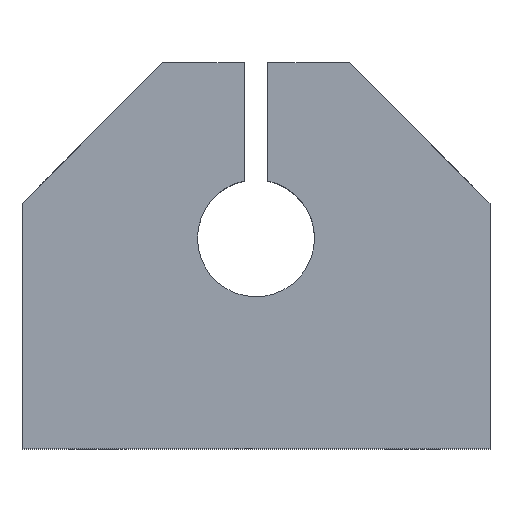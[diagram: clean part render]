
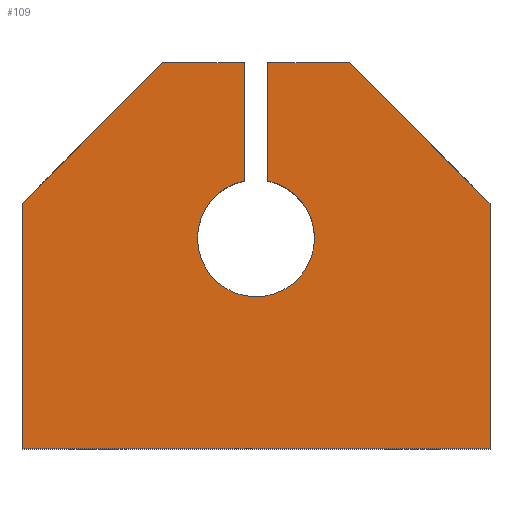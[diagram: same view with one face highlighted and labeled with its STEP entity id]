
A CAD part, top view. The second image highlights one B-rep face of the part: STEP entity #109.
In plain terms, the highlighted planar face has unit normal (0, 0, 1).
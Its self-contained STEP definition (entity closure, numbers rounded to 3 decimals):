
#109 = ADVANCED_FACE( '', ( #191 ), #192, .T. );
#191 = FACE_OUTER_BOUND( '', #274, .T. );
#192 = PLANE( '', #275 );
#274 = EDGE_LOOP( '', ( #540, #541, #542, #543, #544, #545, #546, #547, #548, #549, #550 ) );
#275 = AXIS2_PLACEMENT_3D( '', #551, #552, #553 );
#540 = ORIENTED_EDGE( '', *, *, #630, .F. );
#541 = ORIENTED_EDGE( '', *, *, #657, .F. );
#542 = ORIENTED_EDGE( '', *, *, #654, .F. );
#543 = ORIENTED_EDGE( '', *, *, #651, .F. );
#544 = ORIENTED_EDGE( '', *, *, #648, .F. );
#545 = ORIENTED_EDGE( '', *, *, #645, .F. );
#546 = ORIENTED_EDGE( '', *, *, #569, .F. );
#547 = ORIENTED_EDGE( '', *, *, #644, .F. );
#548 = ORIENTED_EDGE( '', *, *, #640, .F. );
#549 = ORIENTED_EDGE( '', *, *, #637, .F. );
#550 = ORIENTED_EDGE( '', *, *, #634, .F. );
#551 = CARTESIAN_POINT( '', ( 0., 0., 18. ) );
#552 = DIRECTION( '', ( 0., 0., 1. ) );
#553 = DIRECTION( '', ( 1., 0., 0. ) );
#569 = EDGE_CURVE( '', #659, #662, #663, .T. );
#630 = EDGE_CURVE( '', #763, #764, #765, .T. );
#634 = EDGE_CURVE( '', #764, #771, #772, .T. );
#637 = EDGE_CURVE( '', #771, #776, #777, .T. );
#640 = EDGE_CURVE( '', #776, #781, #782, .T. );
#644 = EDGE_CURVE( '', #781, #659, #787, .T. );
#645 = EDGE_CURVE( '', #662, #788, #789, .T. );
#648 = EDGE_CURVE( '', #788, #793, #794, .T. );
#651 = EDGE_CURVE( '', #793, #798, #799, .T. );
#654 = EDGE_CURVE( '', #798, #803, #804, .T. );
#657 = EDGE_CURVE( '', #803, #763, #808, .T. );
#659 = VERTEX_POINT( '', #810 );
#662 = VERTEX_POINT( '', #814 );
#663 = CIRCLE( '', #815, 5. );
#763 = VERTEX_POINT( '', #1070 );
#764 = VERTEX_POINT( '', #1071 );
#765 = LINE( '', #1072, #1073 );
#771 = VERTEX_POINT( '', #1082 );
#772 = LINE( '', #1083, #1084 );
#776 = VERTEX_POINT( '', #1090 );
#777 = LINE( '', #1091, #1092 );
#781 = VERTEX_POINT( '', #1098 );
#782 = LINE( '', #1099, #1100 );
#787 = CIRCLE( '', #1107, 5. );
#788 = VERTEX_POINT( '', #1108 );
#789 = LINE( '', #1109, #1110 );
#793 = VERTEX_POINT( '', #1116 );
#794 = LINE( '', #1117, #1118 );
#798 = VERTEX_POINT( '', #1124 );
#799 = LINE( '', #1125, #1126 );
#803 = VERTEX_POINT( '', #1132 );
#804 = LINE( '', #1133, #1134 );
#808 = LINE( '', #1140, #1141 );
#810 = CARTESIAN_POINT( '', ( -1., 13.101, 18. ) );
#814 = CARTESIAN_POINT( '', ( 1., 22.899, 18. ) );
#815 = AXIS2_PLACEMENT_3D( '', #1145, #1146, #1147 );
#1070 = CARTESIAN_POINT( '', ( -20., 0., 18. ) );
#1071 = CARTESIAN_POINT( '', ( -20., 21., 18. ) );
#1072 = CARTESIAN_POINT( '', ( -20., 21., 18. ) );
#1073 = VECTOR( '', #1268, 1. );
#1082 = CARTESIAN_POINT( '', ( -8., 33., 18. ) );
#1083 = CARTESIAN_POINT( '', ( -8., 33., 18. ) );
#1084 = VECTOR( '', #1272, 1. );
#1090 = CARTESIAN_POINT( '', ( -1., 33., 18. ) );
#1091 = CARTESIAN_POINT( '', ( -1., 33., 18. ) );
#1092 = VECTOR( '', #1275, 1. );
#1098 = CARTESIAN_POINT( '', ( -1., 22.899, 18. ) );
#1099 = CARTESIAN_POINT( '', ( -1., 22.899, 18. ) );
#1100 = VECTOR( '', #1278, 1. );
#1107 = AXIS2_PLACEMENT_3D( '', #1284, #1285, #1286 );
#1108 = CARTESIAN_POINT( '', ( 1., 33., 18. ) );
#1109 = CARTESIAN_POINT( '', ( 1., 33., 18. ) );
#1110 = VECTOR( '', #1287, 1. );
#1116 = CARTESIAN_POINT( '', ( 8., 33., 18. ) );
#1117 = CARTESIAN_POINT( '', ( 8., 33., 18. ) );
#1118 = VECTOR( '', #1290, 1. );
#1124 = CARTESIAN_POINT( '', ( 20., 21., 18. ) );
#1125 = CARTESIAN_POINT( '', ( 20., 21., 18. ) );
#1126 = VECTOR( '', #1293, 1. );
#1132 = CARTESIAN_POINT( '', ( 20., 0., 18. ) );
#1133 = CARTESIAN_POINT( '', ( 20., 0., 18. ) );
#1134 = VECTOR( '', #1296, 1. );
#1140 = CARTESIAN_POINT( '', ( -20., 0., 18. ) );
#1141 = VECTOR( '', #1299, 1. );
#1145 = CARTESIAN_POINT( '', ( 0., 18., 18. ) );
#1146 = DIRECTION( '', ( 0., 0., 1. ) );
#1147 = DIRECTION( '', ( 0.2, 0.98, 0. ) );
#1268 = DIRECTION( '', ( 0., 1., 0. ) );
#1272 = DIRECTION( '', ( 0.707, 0.707, 0. ) );
#1275 = DIRECTION( '', ( 1., 0., 0. ) );
#1278 = DIRECTION( '', ( 0., -1., 0. ) );
#1284 = CARTESIAN_POINT( '', ( 0., 18., 18. ) );
#1285 = DIRECTION( '', ( 0., 0., 1. ) );
#1286 = DIRECTION( '', ( 0.2, 0.98, 0. ) );
#1287 = DIRECTION( '', ( 0., 1., 0. ) );
#1290 = DIRECTION( '', ( 1., 0., 0. ) );
#1293 = DIRECTION( '', ( 0.707, -0.707, 0. ) );
#1296 = DIRECTION( '', ( 0., -1., 0. ) );
#1299 = DIRECTION( '', ( -1., 0., 0. ) );
